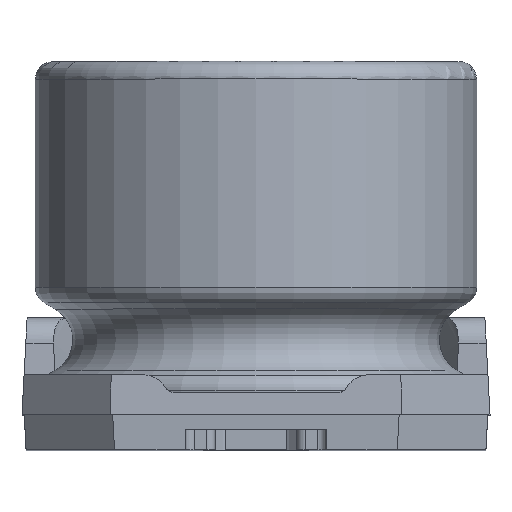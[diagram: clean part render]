
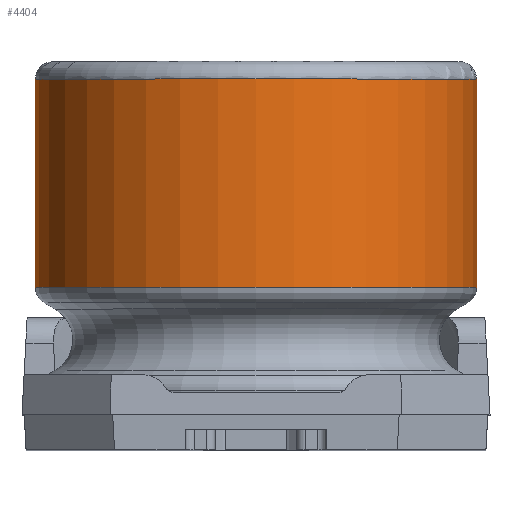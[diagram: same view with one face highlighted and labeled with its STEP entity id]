
A CAD part, top view. The second image highlights one B-rep face of the part: STEP entity #4404.
In plain terms, the highlighted cylindrical face has radius 2.5 mm (diameter 5 mm), a full revolution.
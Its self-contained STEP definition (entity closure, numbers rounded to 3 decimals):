
#177 = CARTESIAN_POINT ( 'NONE',  ( 0., 3.8, -2.5 ) ) ;
#462 = EDGE_CURVE ( 'NONE', #939, #939, #2901, .T. ) ;
#579 = EDGE_LOOP ( 'NONE', ( #1489 ) ) ;
#595 = DIRECTION ( 'NONE',  ( 0., -1., 0. ) ) ;
#610 = DIRECTION ( 'NONE',  ( 0., 0., -1. ) ) ;
#660 = ORIENTED_EDGE ( 'NONE', *, *, #4215, .T. ) ;
#750 = CYLINDRICAL_SURFACE ( 'NONE', #3750, 2.5 ) ;
#939 = VERTEX_POINT ( 'NONE', #3219 ) ;
#1118 = AXIS2_PLACEMENT_3D ( 'NONE', #2804, #1683, #3203 ) ;
#1144 = EDGE_LOOP ( 'NONE', ( #660 ) ) ;
#1232 = FACE_OUTER_BOUND ( 'NONE', #579, .T. ) ;
#1489 = ORIENTED_EDGE ( 'NONE', *, *, #462, .F. ) ;
#1582 = FACE_OUTER_BOUND ( 'NONE', #1144, .T. ) ;
#1668 = VERTEX_POINT ( 'NONE', #177 ) ;
#1683 = DIRECTION ( 'NONE',  ( 0., -1., 0. ) ) ;
#1685 = DIRECTION ( 'NONE',  ( 0., 0., -1. ) ) ;
#1703 = DIRECTION ( 'NONE',  ( 0., -1., 0. ) ) ;
#2154 = CIRCLE ( 'NONE', #1118, 2.5 ) ;
#2471 = CARTESIAN_POINT ( 'NONE',  ( 0., 0., 0. ) ) ;
#2495 = AXIS2_PLACEMENT_3D ( 'NONE', #4038, #1703, #610 ) ;
#2804 = CARTESIAN_POINT ( 'NONE',  ( 0., 3.8, 0. ) ) ;
#2901 = CIRCLE ( 'NONE', #2495, 2.5 ) ;
#3203 = DIRECTION ( 'NONE',  ( 0., 0., -1. ) ) ;
#3219 = CARTESIAN_POINT ( 'NONE',  ( 0., 1.442, -2.5 ) ) ;
#3750 = AXIS2_PLACEMENT_3D ( 'NONE', #2471, #595, #1685 ) ;
#4038 = CARTESIAN_POINT ( 'NONE',  ( 0., 1.442, 0. ) ) ;
#4215 = EDGE_CURVE ( 'NONE', #1668, #1668, #2154, .T. ) ;
#4404 = ADVANCED_FACE ( 'NONE', ( #1582, #1232 ), #750, .T. ) ;
